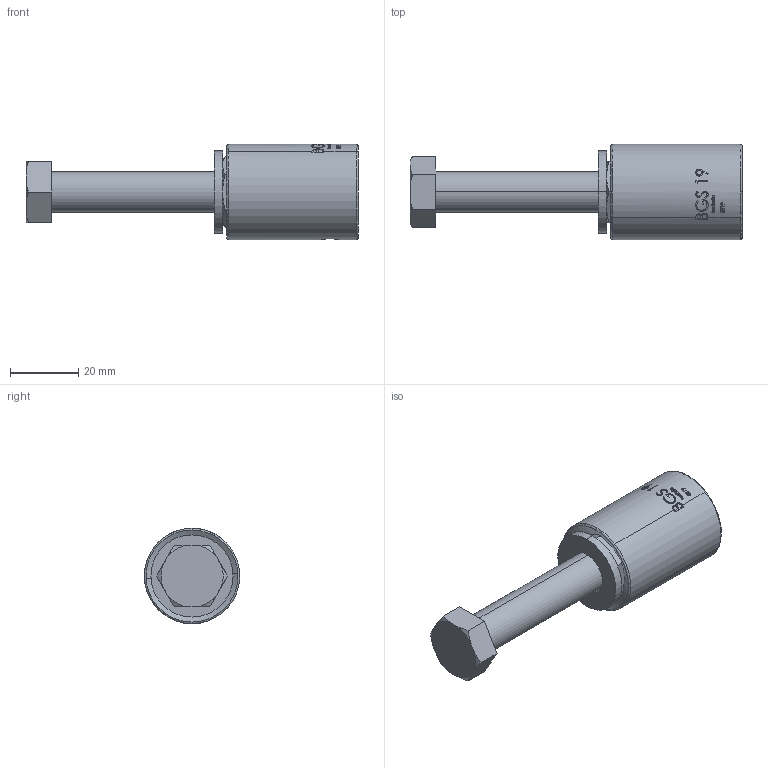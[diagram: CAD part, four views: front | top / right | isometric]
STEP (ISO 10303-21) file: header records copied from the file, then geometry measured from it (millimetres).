
FILE_DESCRIPTION(/* description */ ('VariCAD 2021-1.02 AP-214'),/* implementation_level */ '2;1');
FILE_NAME(/* name */ 'asmSub-20_ShaftBolt.stp',/* time_stamp */ '2022-06-12T20:08:53+02:00',/* author */ (''),/* organization */ (''),/* preprocessor_version */ 'VariCAD 2021-1.02',/* originating_system */ 'VariCAD 2021-1.02; kernel version (20180118)',/* authorisation */ '');
FILE_SCHEMA(('AUTOMOTIVE_DESIGN'));
Length unit declared in the file: millimetre
Products named in the file (6): asmSub-20_ShaftBolt; washer 12.0; Nut M12; Default; Screw M12x80
Assembly tree (5 placements, depth 2):
  asmSub-20_ShaftBolt
    washer 12.0
    Nut M12
    Nut M12
    Default
    Screw M12x80
Bounding box: 97.05 x 27.9 x 27.9 mm (x, y, z)
Volume: 29233.1 mm3; surface area: 13903.6 mm2
Topology: 5 solids, 5 shells, 145 faces, 520 edges, 406 vertices
Faces by surface type: cylinder 53, cone 49, plane 39, torus 4
Entity records: 7465 total; most frequent: CARTESIAN_POINT 2868, ORIENTED_EDGE 1040, DIRECTION 746, EDGE_CURVE 520, VERTEX_POINT 406, AXIS2_PLACEMENT_3D 300, B_SPLINE_CURVE_WITH_KNOTS 235, EDGE_LOOP 176
